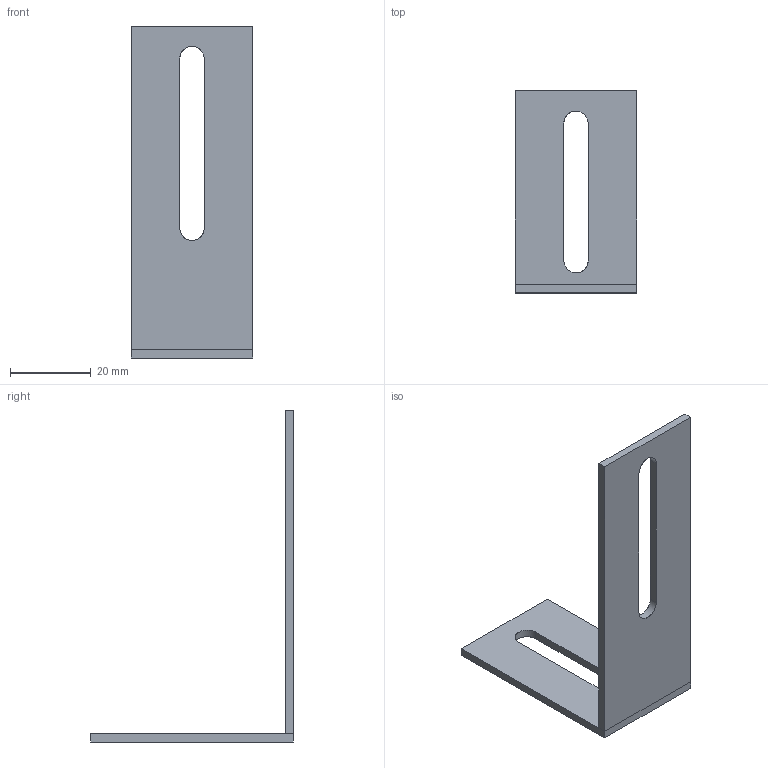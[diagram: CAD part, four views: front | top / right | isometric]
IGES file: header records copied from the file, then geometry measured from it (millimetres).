
Global section: file name: 57HEquerre-2.igs; native system: Rhinoceros ( Apr 10 2021 ); preprocessor: Trout Lake IGES 012 Apr 10 2021; date: 221207.235726; units: millimetre
Bounding box: 30 x 50 x 82 mm (x, y, z)
Surface area: 7794.4 mm2 (no closed solid volume)
Topology: 0 solids, 0 shells, 19 faces, 102 edges, 102 vertices
Faces by surface type: bspline 19
